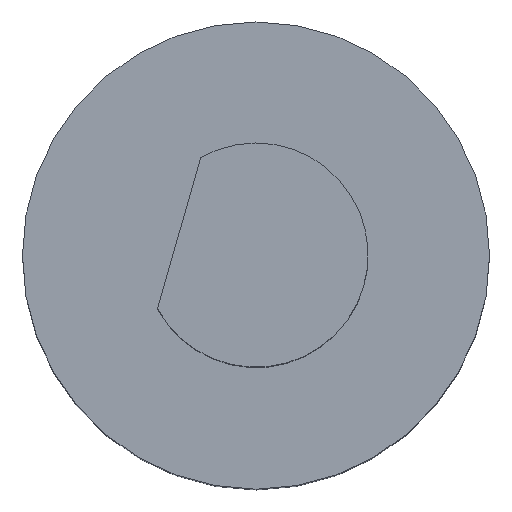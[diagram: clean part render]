
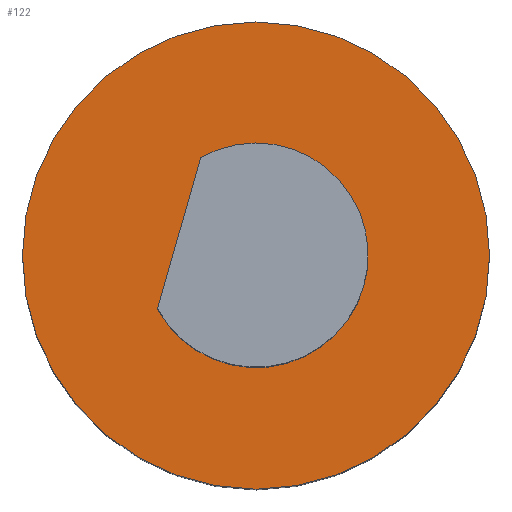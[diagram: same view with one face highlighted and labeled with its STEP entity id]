
A CAD part, top view. The second image highlights one B-rep face of the part: STEP entity #122.
In plain terms, the highlighted planar face has unit normal (0, 0, 1).
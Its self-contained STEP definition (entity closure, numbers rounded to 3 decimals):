
#1=CARTESIAN_POINT('',(0.,0.,120.54));
#2=DIRECTION('',(0.,0.,-1.));
#3=DIRECTION('',(-1.,0.,0.));
#4=AXIS2_PLACEMENT_3D('',#1,#2,#3);
#6=CARTESIAN_POINT('',(0.,0.,120.54));
#7=DIRECTION('',(0.,0.,-1.));
#8=DIRECTION('',(1.,0.,0.));
#9=AXIS2_PLACEMENT_3D('',#6,#7,#8);
#11=CARTESIAN_POINT('',(0.,0.,120.54));
#12=DIRECTION('',(0.,0.,1.));
#13=DIRECTION('',(-0.879,-0.477,0.));
#14=AXIS2_PLACEMENT_3D('',#11,#12,#13);
#16=DIRECTION('',(-0.276,-0.961,0.));
#17=VECTOR('',#16,8.411);
#18=CARTESIAN_POINT('',(-2.951,5.224,120.54));
#19=LINE('',#18,#17);
#81=CARTESIAN_POINT('',(-12.5,0.,120.54));
#82=CARTESIAN_POINT('',(12.5,0.,120.54));
#83=VERTEX_POINT('',#81);
#84=VERTEX_POINT('',#82);
#93=CARTESIAN_POINT('',(-5.275,-2.86,120.54));
#94=CARTESIAN_POINT('',(-2.951,5.224,120.54));
#95=VERTEX_POINT('',#93);
#96=VERTEX_POINT('',#94);
#105=CARTESIAN_POINT('',(0.,0.,120.54));
#106=DIRECTION('',(0.,0.,-1.));
#107=DIRECTION('',(-1.,0.,0.));
#108=AXIS2_PLACEMENT_3D('',#105,#106,#107);
#109=PLANE('',#108);
#111=ORIENTED_EDGE('',*,*,#110,.T.);
#113=ORIENTED_EDGE('',*,*,#112,.T.);
#114=EDGE_LOOP('',(#111,#113));
#115=FACE_OUTER_BOUND('',#114,.F.);
#117=ORIENTED_EDGE('',*,*,#116,.T.);
#119=ORIENTED_EDGE('',*,*,#118,.T.);
#120=EDGE_LOOP('',(#117,#119));
#121=FACE_BOUND('',#120,.F.);
#122=ADVANCED_FACE('',(#115,#121),#109,.F.);
#5=CIRCLE('',#4,12.5);
#10=CIRCLE('',#9,12.5);
#15=CIRCLE('',#14,6.);
#110=EDGE_CURVE('',#83,#84,#5,.T.);
#112=EDGE_CURVE('',#84,#83,#10,.T.);
#116=EDGE_CURVE('',#95,#96,#15,.T.);
#118=EDGE_CURVE('',#96,#95,#19,.T.);
